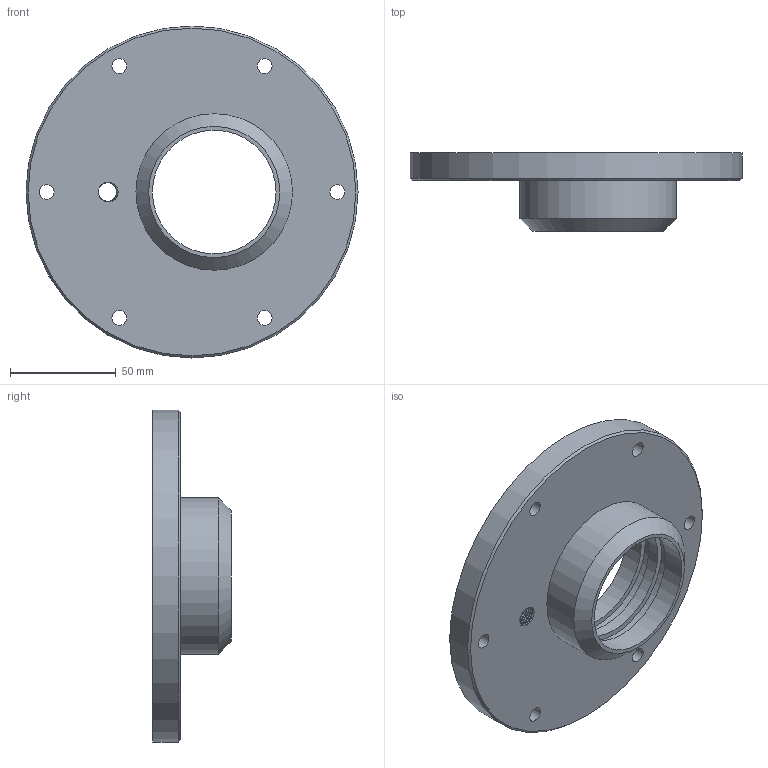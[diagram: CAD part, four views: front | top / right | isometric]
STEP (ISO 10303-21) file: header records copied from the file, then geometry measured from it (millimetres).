
FILE_DESCRIPTION(('FreeCAD Model'),'2;1');
FILE_NAME('Open CASCADE Shape Model','2022-12-02T20:25:44',(''),(''), 'Open CASCADE STEP processor 7.6','FreeCAD','Unknown');
FILE_SCHEMA(('AUTOMOTIVE_DESIGN { 1 0 10303 214 1 1 1 1 }'));
Length unit declared in the file: millimetre
Products named in the file (1): Body
Bounding box: 157 x 37 x 157 mm (x, y, z)
Volume: 242485.4 mm3; surface area: 54842.3 mm2
Topology: 1 solids, 1 shells, 68 faces, 140 edges, 79 vertices
Faces by surface type: bspline 34, cylinder 25, plane 7, cone 2
Full cylindrical faces by diameter (mm): 7 x6, 8.778 x10, 58.45 x3, 63.6 x2, 74 x1, 157 x1
Entity records: 12405 total; most frequent: CARTESIAN_POINT 9828, DIRECTION 354, ORIENTED_EDGE 280, PCURVE 280, DEFINITIONAL_REPRESENTATION 280, LINE 217, VECTOR 217, B_SPLINE_CURVE_WITH_KNOTS 143
